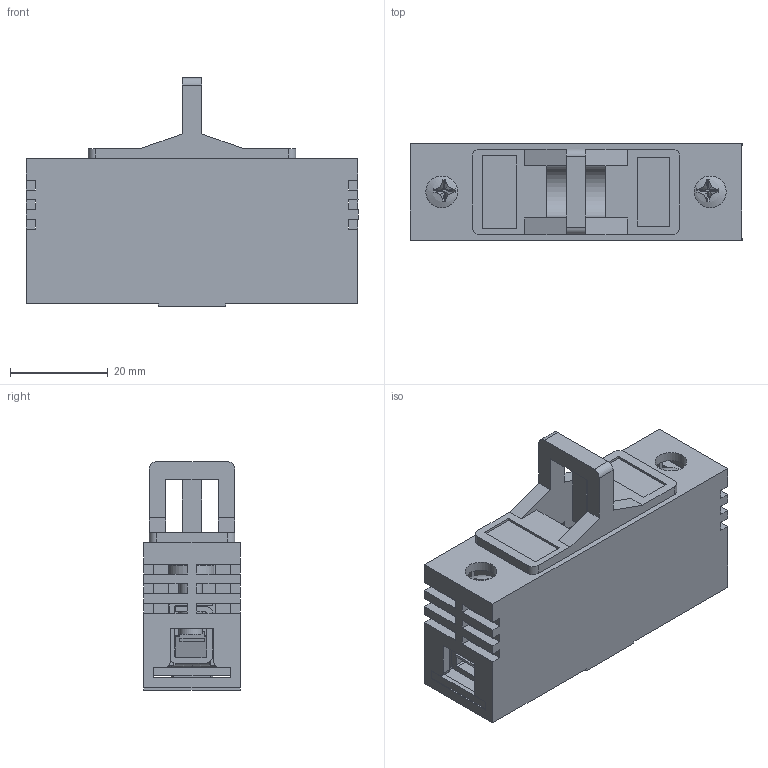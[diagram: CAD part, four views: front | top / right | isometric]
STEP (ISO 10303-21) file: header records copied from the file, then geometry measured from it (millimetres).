
FILE_DESCRIPTION(/* description */ (''),/* implementation_level */ '2;1');
FILE_NAME(/* name */ 'RT14-20座3D模型.stp',/* time_stamp */ '2023-05-29T08:35:15+08:00',/* author */ (''),/* organization */ (''),/* preprocessor_version */ 'ST-DEVELOPER v16',/* originating_system */ 'SIEMENS PLM Software NX 10.0',/* authorisation */ '');
FILE_SCHEMA (('CONFIG_CONTROL_DESIGN'));
Length unit declared in the file: millimetre
Products named in the file (1): 14
Bounding box: 68 x 19.8 x 46.8 mm (x, y, z)
Volume: 18877.8 mm3; surface area: 26131.4 mm2
Topology: 12 solids, 12 shells, 633 faces, 1859 edges, 1222 vertices
Faces by surface type: plane 435, cylinder 118, bspline 72, extrusion 4, sphere 2, torus 2
Full cylindrical faces by diameter (mm): 1.3 x4, 1.8 x2, 2 x1, 4.5 x1, 4.826 x2, 5 x2, 6.5 x2, 8.5 x1, 9.5 x2
Entity records: 24050 total; most frequent: CARTESIAN_POINT 7600, ORIENTED_EDGE 3640, DIRECTION 2986, EDGE_CURVE 1820, VECTOR 1358, LINE 1354, VERTEX_POINT 1212, AXIS2_PLACEMENT_3D 814
